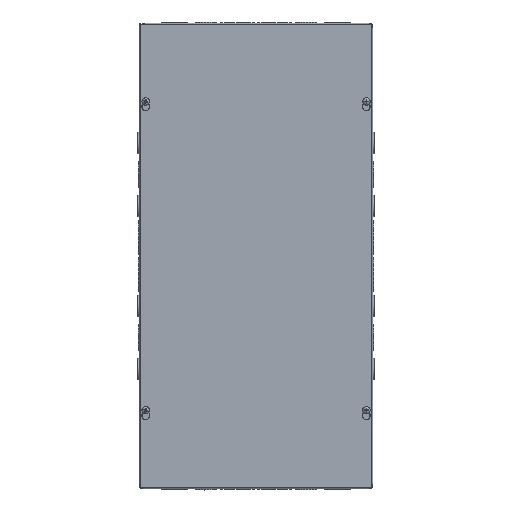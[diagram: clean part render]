
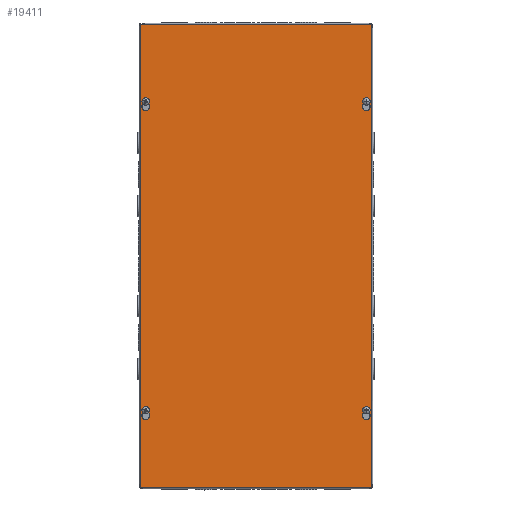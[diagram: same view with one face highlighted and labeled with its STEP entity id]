
A CAD part, top view. The second image highlights one B-rep face of the part: STEP entity #19411.
In plain terms, the highlighted planar face has unit normal (0, 0, 1).
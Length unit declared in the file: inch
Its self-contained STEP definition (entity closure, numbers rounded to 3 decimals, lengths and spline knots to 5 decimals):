
#2099=LINE($,#32093,#4018);
#2103=LINE($,#32103,#4022);
#2106=LINE($,#32111,#4025);
#2110=LINE($,#32123,#4029);
#2115=LINE($,#32141,#4034);
#2119=LINE($,#32151,#4038);
#2122=LINE($,#32159,#4041);
#2126=LINE($,#32171,#4045);
#2128=LINE($,#32179,#4047);
#2132=LINE($,#32187,#4051);
#2135=LINE($,#32193,#4054);
#2138=LINE($,#32198,#4057);
#4018=VECTOR($,#25500,0.26996);
#4022=VECTOR($,#25512,0.26996);
#4025=VECTOR($,#25517,0.26996);
#4029=VECTOR($,#25529,0.26996);
#4034=VECTOR($,#25548,0.26996);
#4038=VECTOR($,#25560,0.26996);
#4041=VECTOR($,#25565,0.26996);
#4045=VECTOR($,#25577,0.26996);
#4047=VECTOR($,#25587,24.);
#4051=VECTOR($,#25593,12.);
#4054=VECTOR($,#25598,24.);
#4057=VECTOR($,#25603,12.);
#4781=PLANE($,#20845);
#5306=FACE_BOUND($,#7524,.T.);
#5307=FACE_BOUND($,#7525,.T.);
#5308=FACE_BOUND($,#7526,.T.);
#5309=FACE_BOUND($,#7527,.T.);
#5310=FACE_BOUND($,#7528,.T.);
#7524=EDGE_LOOP($,(#17141,#17142,#17143,#17144));
#7525=EDGE_LOOP($,(#17145,#17146,#17147,#17148));
#7526=EDGE_LOOP($,(#17149,#17150,#17151,#17152));
#7527=EDGE_LOOP($,(#17153,#17154,#17155,#17156));
#7528=EDGE_LOOP($,(#17157,#17158,#17159,#17160));
#7959=CIRCLE($,#20811,0.203);
#7961=CIRCLE($,#20815,0.125);
#7963=CIRCLE($,#20820,0.125);
#7965=CIRCLE($,#20824,0.203);
#7967=CIRCLE($,#20827,0.203);
#7969=CIRCLE($,#20831,0.125);
#7971=CIRCLE($,#20836,0.125);
#7973=CIRCLE($,#20840,0.203);
#9518=VERTEX_POINT($,#32084);
#9519=VERTEX_POINT($,#32086);
#9521=VERTEX_POINT($,#32092);
#9523=VERTEX_POINT($,#32098);
#9526=VERTEX_POINT($,#32108);
#9527=VERTEX_POINT($,#32110);
#9529=VERTEX_POINT($,#32116);
#9531=VERTEX_POINT($,#32122);
#9534=VERTEX_POINT($,#32132);
#9535=VERTEX_POINT($,#32134);
#9537=VERTEX_POINT($,#32140);
#9539=VERTEX_POINT($,#32146);
#9542=VERTEX_POINT($,#32156);
#9543=VERTEX_POINT($,#32158);
#9545=VERTEX_POINT($,#32164);
#9547=VERTEX_POINT($,#32170);
#9548=VERTEX_POINT($,#32177);
#9549=VERTEX_POINT($,#32178);
#9552=VERTEX_POINT($,#32186);
#9554=VERTEX_POINT($,#32192);
#11952=EDGE_CURVE($,#9519,#9518,#7959,.T.);
#11955=EDGE_CURVE($,#9521,#9519,#2099,.T.);
#11958=EDGE_CURVE($,#9523,#9521,#7961,.T.);
#11961=EDGE_CURVE($,#9518,#9523,#2103,.T.);
#11964=EDGE_CURVE($,#9527,#9526,#2106,.T.);
#11967=EDGE_CURVE($,#9529,#9527,#7963,.T.);
#11970=EDGE_CURVE($,#9531,#9529,#2110,.T.);
#11973=EDGE_CURVE($,#9526,#9531,#7965,.T.);
#11976=EDGE_CURVE($,#9535,#9534,#7967,.T.);
#11979=EDGE_CURVE($,#9537,#9535,#2115,.T.);
#11982=EDGE_CURVE($,#9539,#9537,#7969,.T.);
#11985=EDGE_CURVE($,#9534,#9539,#2119,.T.);
#11988=EDGE_CURVE($,#9543,#9542,#2122,.T.);
#11991=EDGE_CURVE($,#9545,#9543,#7971,.T.);
#11994=EDGE_CURVE($,#9547,#9545,#2126,.T.);
#11997=EDGE_CURVE($,#9542,#9547,#7973,.T.);
#11998=EDGE_CURVE($,#9548,#9549,#2128,.T.);
#12002=EDGE_CURVE($,#9549,#9552,#2132,.T.);
#12005=EDGE_CURVE($,#9552,#9554,#2135,.T.);
#12008=EDGE_CURVE($,#9554,#9548,#2138,.T.);
#17141=ORIENTED_EDGE($,*,*,#11952,.T.);
#17142=ORIENTED_EDGE($,*,*,#11961,.T.);
#17143=ORIENTED_EDGE($,*,*,#11958,.T.);
#17144=ORIENTED_EDGE($,*,*,#11955,.T.);
#17145=ORIENTED_EDGE($,*,*,#11964,.T.);
#17146=ORIENTED_EDGE($,*,*,#11973,.T.);
#17147=ORIENTED_EDGE($,*,*,#11970,.T.);
#17148=ORIENTED_EDGE($,*,*,#11967,.T.);
#17149=ORIENTED_EDGE($,*,*,#11976,.T.);
#17150=ORIENTED_EDGE($,*,*,#11985,.T.);
#17151=ORIENTED_EDGE($,*,*,#11982,.T.);
#17152=ORIENTED_EDGE($,*,*,#11979,.T.);
#17153=ORIENTED_EDGE($,*,*,#11988,.T.);
#17154=ORIENTED_EDGE($,*,*,#11997,.T.);
#17155=ORIENTED_EDGE($,*,*,#11994,.T.);
#17156=ORIENTED_EDGE($,*,*,#11991,.T.);
#17157=ORIENTED_EDGE($,*,*,#11998,.F.);
#17158=ORIENTED_EDGE($,*,*,#12008,.F.);
#17159=ORIENTED_EDGE($,*,*,#12005,.F.);
#17160=ORIENTED_EDGE($,*,*,#12002,.F.);
#19411=ADVANCED_FACE($,(#5306,#5307,#5308,#5309,#5310),#4781,.T.);
#20811=AXIS2_PLACEMENT_3D($,#32087,#25494,#25495);
#20815=AXIS2_PLACEMENT_3D($,#32099,#25506,#25507);
#20820=AXIS2_PLACEMENT_3D($,#32117,#25523,#25524);
#20824=AXIS2_PLACEMENT_3D($,#32127,#25535,#25536);
#20827=AXIS2_PLACEMENT_3D($,#32135,#25542,#25543);
#20831=AXIS2_PLACEMENT_3D($,#32147,#25554,#25555);
#20836=AXIS2_PLACEMENT_3D($,#32165,#25571,#25572);
#20840=AXIS2_PLACEMENT_3D($,#32175,#25583,#25584);
#20845=AXIS2_PLACEMENT_3D($,#32200,#25605,#25606);
#25494=DIRECTION('center_axis',(0.,0.,-1.));
#25495=DIRECTION('ref_axis',(-0.961,0.278,0.));
#25500=DIRECTION($,(0.278,-0.961,0.));
#25506=DIRECTION('center_axis',(0.,0.,-1.));
#25507=DIRECTION('ref_axis',(0.961,0.278,0.));
#25512=DIRECTION($,(0.278,0.961,0.));
#25517=DIRECTION($,(0.278,-0.961,0.));
#25523=DIRECTION('center_axis',(0.,0.,-1.));
#25524=DIRECTION('ref_axis',(0.961,0.278,0.));
#25529=DIRECTION($,(0.278,0.961,0.));
#25535=DIRECTION('center_axis',(0.,0.,-1.));
#25536=DIRECTION('ref_axis',(-0.961,0.278,0.));
#25542=DIRECTION('center_axis',(0.,0.,-1.));
#25543=DIRECTION('ref_axis',(-0.961,0.278,0.));
#25548=DIRECTION($,(0.278,-0.961,0.));
#25554=DIRECTION('center_axis',(0.,0.,-1.));
#25555=DIRECTION('ref_axis',(0.961,0.278,0.));
#25560=DIRECTION($,(0.278,0.961,0.));
#25565=DIRECTION($,(0.278,-0.961,0.));
#25571=DIRECTION('center_axis',(0.,0.,-1.));
#25572=DIRECTION('ref_axis',(0.961,0.278,0.));
#25577=DIRECTION($,(0.278,0.961,0.));
#25583=DIRECTION('center_axis',(0.,0.,-1.));
#25584=DIRECTION('ref_axis',(-0.961,0.278,0.));
#25587=DIRECTION($,(0.,-1.,0.));
#25593=DIRECTION($,(-1.,0.,0.));
#25598=DIRECTION($,(0.,1.,0.));
#25603=DIRECTION($,(1.,0.,0.));
#25605=DIRECTION('center_axis',(0.,0.,1.));
#25606=DIRECTION('ref_axis',(1.,0.,0.));
#32084=CARTESIAN_POINT('',(5.52373,-8.22465,0.062));
#32086=CARTESIAN_POINT('',(5.91377,-8.22465,0.062));
#32087=CARTESIAN_POINT('Origin',(5.71875,-8.281,0.062));
#32092=CARTESIAN_POINT('',(5.83884,-7.9653,0.062));
#32093=CARTESIAN_POINT($,(4.5893,-3.64066,0.062));
#32098=CARTESIAN_POINT('',(5.59866,-7.9653,0.062));
#32099=CARTESIAN_POINT('Origin',(5.71875,-8.,0.062));
#32103=CARTESIAN_POINT($,(6.44503,-5.03602,0.062));
#32108=CARTESIAN_POINT('',(-5.52373,-8.22465,0.062));
#32110=CARTESIAN_POINT('',(-5.59866,-7.9653,0.062));
#32111=CARTESIAN_POINT($,(-6.40757,-5.16569,0.062));
#32116=CARTESIAN_POINT('',(-5.83884,-7.9653,0.062));
#32117=CARTESIAN_POINT('Origin',(-5.71875,-8.,0.062));
#32122=CARTESIAN_POINT('',(-5.91377,-8.22465,0.062));
#32123=CARTESIAN_POINT($,(-4.55183,-3.51099,0.062));
#32127=CARTESIAN_POINT('Origin',(-5.71875,-8.281,0.062));
#32132=CARTESIAN_POINT('',(5.52373,7.77535,0.062));
#32134=CARTESIAN_POINT('',(5.91377,7.77535,0.062));
#32135=CARTESIAN_POINT('Origin',(5.71875,7.719,0.062));
#32140=CARTESIAN_POINT('',(5.83884,8.0347,0.062));
#32141=CARTESIAN_POINT($,(6.72268,4.97574,0.062));
#32146=CARTESIAN_POINT('',(5.59866,8.0347,0.062));
#32147=CARTESIAN_POINT('Origin',(5.71875,8.,0.062));
#32151=CARTESIAN_POINT($,(4.31166,3.58039,0.062));
#32156=CARTESIAN_POINT('',(-5.52373,7.77535,0.062));
#32158=CARTESIAN_POINT('',(-5.59866,8.0347,0.062));
#32159=CARTESIAN_POINT($,(-4.27419,3.45071,0.062));
#32164=CARTESIAN_POINT('',(-5.83884,8.0347,0.062));
#32165=CARTESIAN_POINT('Origin',(-5.71875,8.,0.062));
#32170=CARTESIAN_POINT('',(-5.91377,7.77535,0.062));
#32171=CARTESIAN_POINT($,(-6.68521,5.10542,0.062));
#32175=CARTESIAN_POINT('Origin',(-5.71875,7.719,0.062));
#32177=CARTESIAN_POINT('',(6.,12.,0.062));
#32178=CARTESIAN_POINT('',(6.,-12.,0.062));
#32179=CARTESIAN_POINT($,(6.,12.,0.062));
#32186=CARTESIAN_POINT('',(-6.,-12.,0.062));
#32187=CARTESIAN_POINT($,(6.,-12.,0.062));
#32192=CARTESIAN_POINT('',(-6.,12.,0.062));
#32193=CARTESIAN_POINT($,(-6.,-12.,0.062));
#32198=CARTESIAN_POINT($,(-6.,12.,0.062));
#32200=CARTESIAN_POINT('Origin',(0.,0.,
0.062));
